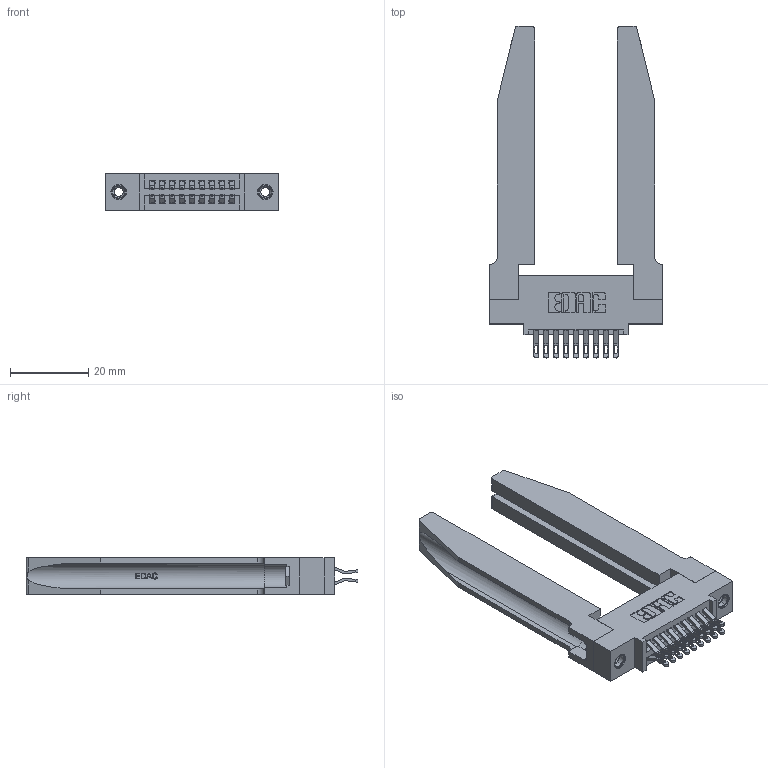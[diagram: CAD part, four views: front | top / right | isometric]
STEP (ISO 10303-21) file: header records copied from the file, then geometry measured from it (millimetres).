
FILE_DESCRIPTION (( 'STEP AP203' ), '1' );
FILE_NAME ('345-018-555-578.STEP', '2019-10-27T06:45:23', ( '' ), ( '' ), 'SwSTEP 2.0', 'SolidWorks 2016', '' );
FILE_SCHEMA (( 'CONFIG_CONTROL_DESIGN' ));
Length unit declared in the file: inch
Products named in the file (5): 345-220-078_345-220-078; 345 Part_0.110 Offset - 0.156 Dia-TH; 345-018-555-578; 345-292-001_555 Tail; 345-250-001_345-250-001-102
Assembly tree (23 placements, depth 2):
  345-018-555-578
    345 Part_0.110 Offset - 0.156 Dia-TH
    345-292-001_555 Tail  x18
    345-250-001_345-250-001-102  x2
    345-220-078_345-220-078  x2
Bounding box: 44.09 x 84.89 x 9.4 mm (x, y, z)
Volume: 11726.3 mm3; surface area: 12321.2 mm2
Topology: 23 solids, 23 shells, 1372 faces, 4147 edges, 2754 vertices
Faces by surface type: plane 784, cylinder 536, bspline 36, cone 12, torus 4
Entity records: 16702 total; most frequent: CARTESIAN_POINT 3785, ORIENTED_EDGE 2586, DIRECTION 2339, EDGE_CURVE 1293, LINE 1011, VECTOR 1011, VERTEX_POINT 856, AXIS2_PLACEMENT_3D 664
